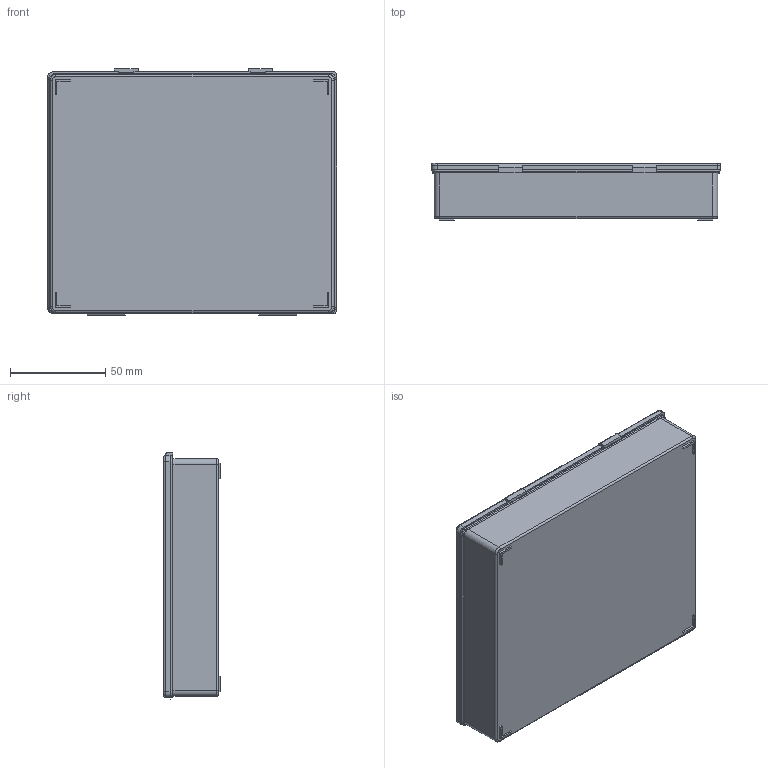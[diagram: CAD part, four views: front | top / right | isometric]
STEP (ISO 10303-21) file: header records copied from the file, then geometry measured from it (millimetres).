
FILE_DESCRIPTION (( 'STEP AP214' ), '1' );
FILE_NAME ('B139 Êîðîáêà ïëàñòèêîâàÿ, 150x125x30 ìì.STEP', '2020-04-06T13:11:32', ( '' ), ( '' ), 'SwSTEP 2.0', 'SolidWorks 2020', '' );
FILE_SCHEMA (( 'AUTOMOTIVE_DESIGN' ));
Length unit declared in the file: millimetre
Products named in the file (3): B139 Åìêîñòü; B139 Êîðîáêà ïëàñòèêîâàÿ, 150x125x30 ìì; B139 Êðûøêà
Assembly tree (2 placements, depth 2):
  B139 Êîðîáêà ïëàñòèêîâàÿ, 150x125x30 ìì
    B139 Åìêîñòü
    B139 Êðûøêà
Bounding box: 152 x 30 x 129.37 mm (x, y, z)
Volume: 80640.2 mm3; surface area: 142596.1 mm2
Topology: 2 solids, 2 shells, 317 faces, 758 edges, 486 vertices
Faces by surface type: plane 179, cylinder 120, torus 18
Entity records: 9266 total; most frequent: DIRECTION 1642, CARTESIAN_POINT 1590, ORIENTED_EDGE 1516, EDGE_CURVE 758, AXIS2_PLACEMENT_3D 570, VECTOR 502, LINE 502, VERTEX_POINT 486
